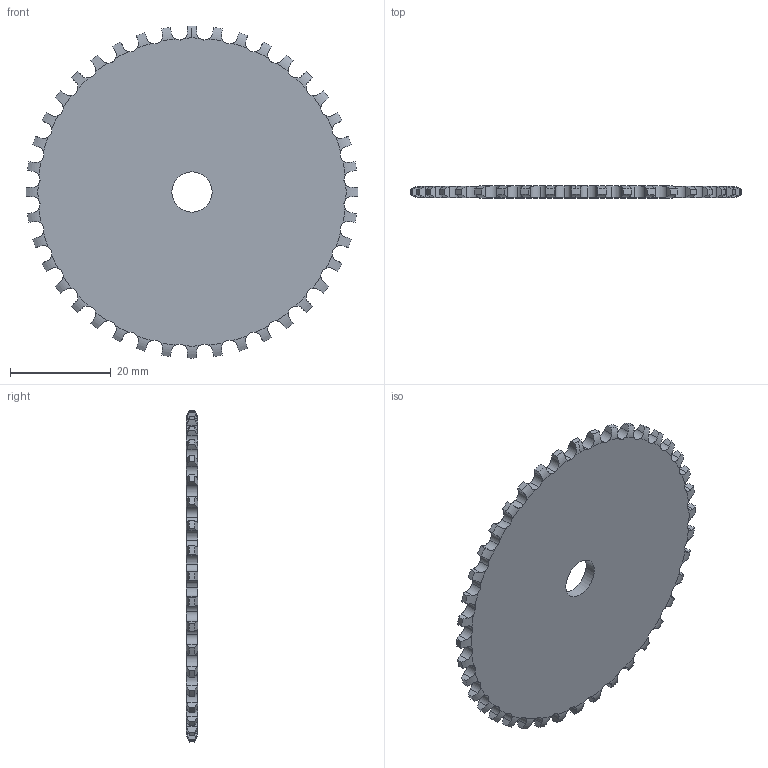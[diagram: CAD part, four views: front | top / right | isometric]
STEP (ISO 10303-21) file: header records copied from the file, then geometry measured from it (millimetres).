
FILE_DESCRIPTION(('FreeCAD Model'),'2;1');
FILE_NAME('Open CASCADE Shape Model','2021-12-27T16:48:33',('FreeCAD'),( 'FreeCAD'),'Open CASCADE STEP processor 7.4','FreeCAD','Unknown');
FILE_SCHEMA(('AUTOMOTIVE_DESIGN { 1 0 10303 214 1 1 1 1 }'));
Length unit declared in the file: millimetre
Products named in the file (1): Open CASCADE STEP translator 7.4 119
Bounding box: 65.9 x 2.3 x 65.9 mm (x, y, z)
Volume: 6965.9 mm3; surface area: 6842.8 mm2
Topology: 1 solids, 1 shells, 365 faces, 1089 edges, 726 vertices
Faces by surface type: cylinder 201, plane 82, revolution 82
Full cylindrical faces by diameter (mm): 8 x1
Entity records: 37759 total; most frequent: CARTESIAN_POINT 17659, DIRECTION 3326, ORIENTED_EDGE 2178, PCURVE 2178, DEFINITIONAL_REPRESENTATION 2178, LINE 1735, VECTOR 1735, EDGE_CURVE 1089
